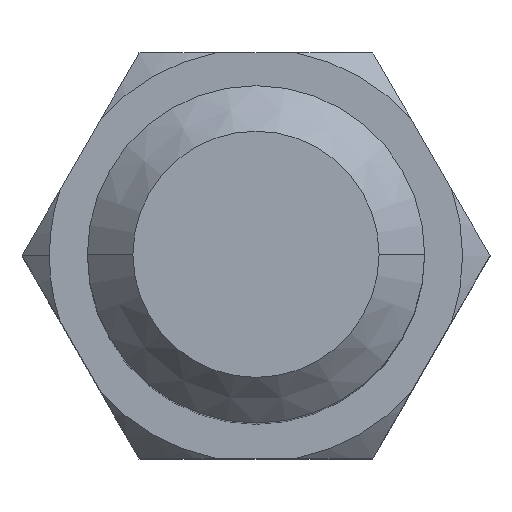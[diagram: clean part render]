
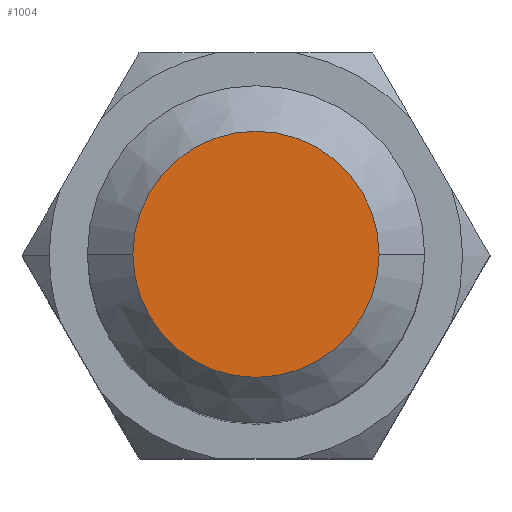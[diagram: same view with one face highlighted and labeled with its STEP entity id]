
A CAD part, top view. The second image highlights one B-rep face of the part: STEP entity #1004.
In plain terms, the highlighted planar face has unit normal (0, 0, 1).
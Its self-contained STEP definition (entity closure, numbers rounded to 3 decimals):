
#5 = VERTEX_POINT ( 'NONE', #219 ) ;
#122 = CIRCLE ( 'NONE', #266, 6.75 ) ;
#153 = CIRCLE ( 'NONE', #724, 6.75 ) ;
#173 = DIRECTION ( 'NONE',  ( 0., 0., 1. ) ) ;
#219 = CARTESIAN_POINT ( 'NONE',  ( 6.75, 0., 66. ) ) ;
#253 = CARTESIAN_POINT ( 'NONE',  ( 0., 0., 66. ) ) ;
#266 = AXIS2_PLACEMENT_3D ( 'NONE', #774, #945, #672 ) ;
#288 = EDGE_CURVE ( 'NONE', #5, #1047, #153, .T. ) ;
#301 = CARTESIAN_POINT ( 'NONE',  ( -6.75, 0., 66. ) ) ;
#546 = DIRECTION ( 'NONE',  ( 0., 0., 1. ) ) ;
#637 = AXIS2_PLACEMENT_3D ( 'NONE', #1056, #546, #1062 ) ;
#672 = DIRECTION ( 'NONE',  ( 1., 0., 0. ) ) ;
#716 = PLANE ( 'NONE',  #637 ) ;
#724 = AXIS2_PLACEMENT_3D ( 'NONE', #253, #173, #849 ) ;
#774 = CARTESIAN_POINT ( 'NONE',  ( 0., 0., 66. ) ) ;
#848 = ORIENTED_EDGE ( 'NONE', *, *, #288, .T. ) ;
#849 = DIRECTION ( 'NONE',  ( 1., 0., 0. ) ) ;
#875 = EDGE_LOOP ( 'NONE', ( #964, #848 ) ) ;
#891 = EDGE_CURVE ( 'NONE', #1047, #5, #122, .T. ) ;
#945 = DIRECTION ( 'NONE',  ( 0., 0., 1. ) ) ;
#964 = ORIENTED_EDGE ( 'NONE', *, *, #891, .T. ) ;
#980 = FACE_OUTER_BOUND ( 'NONE', #875, .T. ) ;
#1004 = ADVANCED_FACE ( 'NONE', ( #980 ), #716, .T. ) ;
#1047 = VERTEX_POINT ( 'NONE', #301 ) ;
#1056 = CARTESIAN_POINT ( 'NONE',  ( 0., 0., 66. ) ) ;
#1062 = DIRECTION ( 'NONE',  ( 1., 0., 0. ) ) ;
